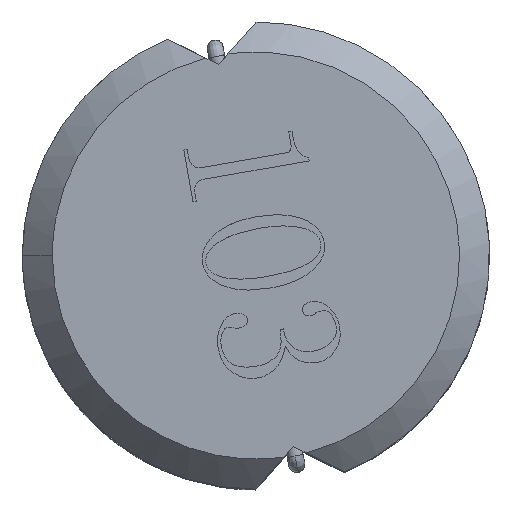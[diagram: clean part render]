
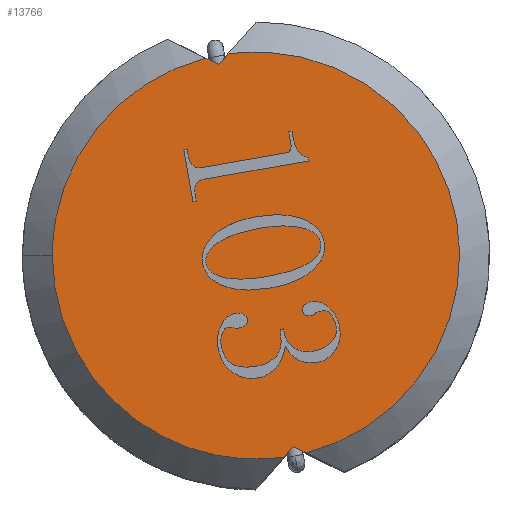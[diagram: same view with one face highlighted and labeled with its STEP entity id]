
A CAD part, top view. The second image highlights one B-rep face of the part: STEP entity #13766.
In plain terms, the highlighted free-form (B-spline) face has degree [1, 1] with [2, 2] control points.
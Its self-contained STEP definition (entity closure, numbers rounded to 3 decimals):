
#11585 = EDGE_CURVE('',#11586,#11588,#11590,.T.);
#11586 = VERTEX_POINT('',#11587);
#11587 = CARTESIAN_POINT('',(-4.311,0.,7.988));
#11588 = VERTEX_POINT('',#11589);
#11589 = CARTESIAN_POINT('',(0.594,-4.27,7.988
    ));
#11590 = ( BOUNDED_CURVE() B_SPLINE_CURVE(2,(#11591,#11592,#11593),
.UNSPECIFIED.,.F.,.F.) B_SPLINE_CURVE_WITH_KNOTS((3,3),(0.,
1.709),.PIECEWISE_BEZIER_KNOTS.) CURVE() 
GEOMETRIC_REPRESENTATION_ITEM() RATIONAL_B_SPLINE_CURVE((1.,
0.657,1.)) REPRESENTATION_ITEM('') );
#11591 = CARTESIAN_POINT('',(-4.311,0.,7.988));
#11592 = CARTESIAN_POINT('',(-4.311,-4.952,
    7.988));
#11593 = CARTESIAN_POINT('',(0.594,-4.27,7.988
    ));
#11828 = EDGE_CURVE('',#11829,#11831,#11833,.T.);
#11829 = VERTEX_POINT('',#11830);
#11830 = CARTESIAN_POINT('',(-0.793,4.044,
    7.988));
#11831 = VERTEX_POINT('',#11832);
#11832 = CARTESIAN_POINT('',(-0.594,4.27,7.988
    ));
#11833 = B_SPLINE_CURVE_WITH_KNOTS('',1,(#11834,#11835),.UNSPECIFIED.,
  .F.,.F.,(2,2),(-0.946,-0.709),
  .PIECEWISE_BEZIER_KNOTS.);
#11834 = CARTESIAN_POINT('',(-0.793,4.044,
    7.988));
#11835 = CARTESIAN_POINT('',(-0.594,4.27,7.988
    ));
#13744 = EDGE_CURVE('',#13745,#11586,#13747,.T.);
#13745 = VERTEX_POINT('',#13746);
#13746 = CARTESIAN_POINT('',(-1.062,4.178,
    7.988));
#13747 = ( BOUNDED_CURVE() B_SPLINE_CURVE(2,(#13748,#13749,#13750),
.UNSPECIFIED.,.F.,.F.) B_SPLINE_CURVE_WITH_KNOTS((3,3),(4.961,
6.283),.PIECEWISE_BEZIER_KNOTS.) CURVE() 
GEOMETRIC_REPRESENTATION_ITEM() RATIONAL_B_SPLINE_CURVE((1.,
0.789,1.)) REPRESENTATION_ITEM('') );
#13748 = CARTESIAN_POINT('',(-1.062,4.178,
    7.988));
#13749 = CARTESIAN_POINT('',(-4.311,3.353,
    7.988));
#13750 = CARTESIAN_POINT('',(-4.311,0.,
    7.988));
#13766 = ADVANCED_FACE('',(#13767),#13799,.F.);
#13767 = FACE_BOUND('',#13768,.T.);
#13768 = EDGE_LOOP('',(#13769,#13776,#13783,#13791,#13792,#13797,#13798)
  );
#13769 = ORIENTED_EDGE('',*,*,#13770,.T.);
#13770 = EDGE_CURVE('',#11588,#13771,#13773,.T.);
#13771 = VERTEX_POINT('',#13772);
#13772 = CARTESIAN_POINT('',(0.793,-4.044,
    7.988));
#13773 = B_SPLINE_CURVE_WITH_KNOTS('',1,(#13774,#13775),.UNSPECIFIED.,
  .F.,.F.,(2,2),(0.709,0.946),
  .PIECEWISE_BEZIER_KNOTS.);
#13774 = CARTESIAN_POINT('',(0.594,-4.27,7.988
    ));
#13775 = CARTESIAN_POINT('',(0.793,-4.044,
    7.988));
#13776 = ORIENTED_EDGE('',*,*,#13777,.T.);
#13777 = EDGE_CURVE('',#13771,#13778,#13780,.T.);
#13778 = VERTEX_POINT('',#13779);
#13779 = CARTESIAN_POINT('',(1.062,-4.178,
    7.988));
#13780 = B_SPLINE_CURVE_WITH_KNOTS('',1,(#13781,#13782),.UNSPECIFIED.,
  .F.,.F.,(2,2),(-0.946,-0.709),
  .PIECEWISE_BEZIER_KNOTS.);
#13781 = CARTESIAN_POINT('',(0.793,-4.044,
    7.988));
#13782 = CARTESIAN_POINT('',(1.062,-4.178,
    7.988));
#13783 = ORIENTED_EDGE('',*,*,#13784,.T.);
#13784 = EDGE_CURVE('',#13778,#11831,#13785,.T.);
#13785 = ( BOUNDED_CURVE() B_SPLINE_CURVE(2,(#13786,#13787,#13788,#13789
,#13790),.UNSPECIFIED.,.F.,.F.) B_SPLINE_CURVE_WITH_KNOTS((3,2,3),(
    1.82,3.335,4.851),
.PIECEWISE_BEZIER_KNOTS.) CURVE() GEOMETRIC_REPRESENTATION_ITEM() 
RATIONAL_B_SPLINE_CURVE((1.,0.726,1.,0.726,1.)) 
REPRESENTATION_ITEM('') );
#13786 = CARTESIAN_POINT('',(1.062,-4.178,
    7.988));
#13787 = CARTESIAN_POINT('',(5.015,-3.174,
    7.988));
#13788 = CARTESIAN_POINT('',(4.231,0.829,
    7.988));
#13789 = CARTESIAN_POINT('',(3.446,4.832,
    7.988));
#13790 = CARTESIAN_POINT('',(-0.594,4.27,7.988
    ));
#13791 = ORIENTED_EDGE('',*,*,#11828,.F.);
#13792 = ORIENTED_EDGE('',*,*,#13793,.F.);
#13793 = EDGE_CURVE('',#13745,#11829,#13794,.T.);
#13794 = B_SPLINE_CURVE_WITH_KNOTS('',1,(#13795,#13796),.UNSPECIFIED.,
  .F.,.F.,(2,2),(0.709,0.946),
  .PIECEWISE_BEZIER_KNOTS.);
#13795 = CARTESIAN_POINT('',(-1.062,4.178,
    7.988));
#13796 = CARTESIAN_POINT('',(-0.793,4.044,
    7.988));
#13797 = ORIENTED_EDGE('',*,*,#13744,.T.);
#13798 = ORIENTED_EDGE('',*,*,#11585,.T.);
#13799 = B_SPLINE_SURFACE_WITH_KNOTS('',1,1,(
    (#13800,#13801)
    ,(#13802,#13803
    )),.UNSPECIFIED.,.F.,.F.,.F.,(2,2),(2,2),(-3.4,3.4),(-3.4,3.4),
  .PIECEWISE_BEZIER_KNOTS.);
#13800 = CARTESIAN_POINT('',(4.311,4.311,
    7.988));
#13801 = CARTESIAN_POINT('',(-4.311,4.311,
    7.988));
#13802 = CARTESIAN_POINT('',(4.311,-4.311,
    7.988));
#13803 = CARTESIAN_POINT('',(-4.311,-4.311,
    7.988));
